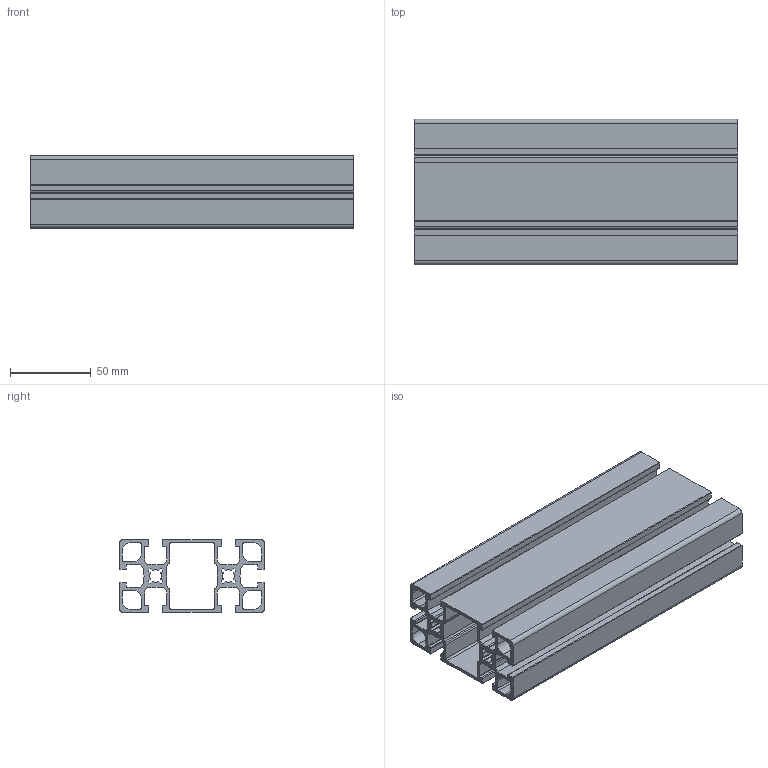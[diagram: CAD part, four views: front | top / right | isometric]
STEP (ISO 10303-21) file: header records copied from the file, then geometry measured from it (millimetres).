
FILE_DESCRIPTION(/* description */ (''),/* implementation_level */ '2;1');
FILE_NAME(/* name */ '10-4590H-0-200MM.stp',/* time_stamp */ '2024-11-12T14:46:07-05:00',/* author */ ('esanner'),/* organization */ (''),/* preprocessor_version */ 'ST-DEVELOPER v19',/* originating_system */ 'AutoCAD Mechanical',/* authorisation */ '');
FILE_SCHEMA (('AUTOMOTIVE_DESIGN { 1 0 10303 214 3 1 1 }'));
Length unit declared in the file: millimetre
Products named in the file (1): Product
Bounding box: 200 x 90 x 45 mm (x, y, z)
Volume: 231795.8 mm3; surface area: 176266.5 mm2
Topology: 1 solids, 1 shells, 244 faces, 726 edges, 484 vertices
Faces by surface type: plane 136, cylinder 108
Entity records: 8277 total; most frequent: CARTESIAN_POINT 1455, ORIENTED_EDGE 1452, DIRECTION 1432, EDGE_CURVE 726, LINE 510, VECTOR 510, VERTEX_POINT 484, AXIS2_PLACEMENT_3D 461
